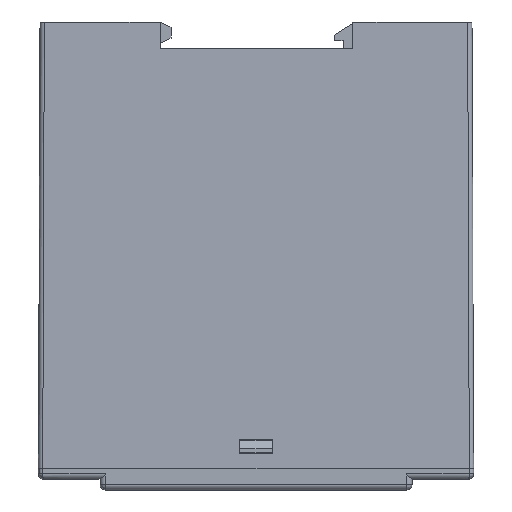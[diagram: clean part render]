
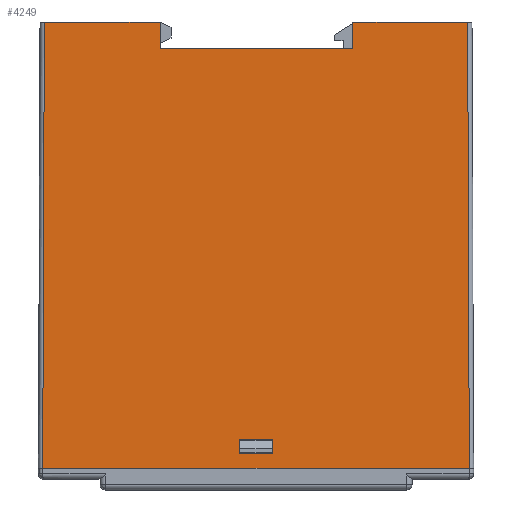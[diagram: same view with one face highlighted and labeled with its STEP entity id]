
A CAD part, front view. The second image highlights one B-rep face of the part: STEP entity #4249.
In plain terms, the highlighted planar face has unit normal (0, -1, 0.004).
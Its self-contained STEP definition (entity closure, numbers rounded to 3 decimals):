
#5 = VERTEX_POINT ( 'NONE', #7603 ) ;
#825 = LINE ( 'NONE', #1661, #5177 ) ;
#1040 = ORIENTED_EDGE ( 'NONE', *, *, #15056, .T. ) ;
#1333 = CARTESIAN_POINT ( 'NONE',  ( 39.65, -12.4, 0. ) ) ;
#1610 = CARTESIAN_POINT ( 'NONE',  ( -39.65, -12.4, 0. ) ) ;
#1661 = CARTESIAN_POINT ( 'NONE',  ( 39.65, -12.4, 0. ) ) ;
#1934 = DIRECTION ( 'NONE',  ( 0., -1., 0.004 ) ) ;
#2047 = VECTOR ( 'NONE', #11903, 1000. ) ;
#2083 = VERTEX_POINT ( 'NONE', #20394 ) ;
#2241 = LINE ( 'NONE', #20102, #8083 ) ;
#2310 = ORIENTED_EDGE ( 'NONE', *, *, #3192, .F. ) ;
#2316 = FACE_BOUND ( 'NONE', #2442, .T. ) ;
#2442 = EDGE_LOOP ( 'NONE', ( #19324, #1040, #17288, #2638 ) ) ;
#2638 = ORIENTED_EDGE ( 'NONE', *, *, #13804, .T. ) ;
#2842 = DIRECTION ( 'NONE',  ( 1., 0., 0. ) ) ;
#3192 = EDGE_CURVE ( 'NONE', #4424, #5, #12550, .T. ) ;
#3237 = DIRECTION ( 'NONE',  ( 1., 0., 0. ) ) ;
#3421 = CARTESIAN_POINT ( 'NONE',  ( -40.65, -12.4, 0. ) ) ;
#3581 = VECTOR ( 'NONE', #11054, 1000. ) ;
#3678 = EDGE_CURVE ( 'NONE', #11690, #20722, #825, .T. ) ;
#3729 = CARTESIAN_POINT ( 'NONE',  ( -40.65, -12.39, 2.8 ) ) ;
#4249 = ADVANCED_FACE ( 'NONE', ( #2316, #15199 ), #5134, .T. ) ;
#4302 = CARTESIAN_POINT ( 'NONE',  ( 18., -12.1, 83. ) ) ;
#4385 = EDGE_CURVE ( 'NONE', #17954, #5, #14940, .T. ) ;
#4399 = CARTESIAN_POINT ( 'NONE',  ( -3.1, -12.381, 5.3 ) ) ;
#4424 = VERTEX_POINT ( 'NONE', #10432 ) ;
#4901 = DIRECTION ( 'NONE',  ( -0.004, 0.004, 1. ) ) ;
#4953 = EDGE_CURVE ( 'NONE', #6737, #6102, #16640, .T. ) ;
#5040 = DIRECTION ( 'NONE',  ( 1., 0., 0. ) ) ;
#5134 = PLANE ( 'NONE',  #12255 ) ;
#5177 = VECTOR ( 'NONE', #4901, 1000. ) ;
#5224 = CARTESIAN_POINT ( 'NONE',  ( 3.1, -12.39, 2.8 ) ) ;
#5434 = EDGE_CURVE ( 'NONE', #8470, #7960, #2241, .T. ) ;
#5796 = VECTOR ( 'NONE', #5040, 1000. ) ;
#5871 = DIRECTION ( 'NONE',  ( 0., -0.004, -1. ) ) ;
#6064 = EDGE_CURVE ( 'NONE', #8221, #2083, #15814, .T. ) ;
#6102 = VERTEX_POINT ( 'NONE', #10164 ) ;
#6125 = CARTESIAN_POINT ( 'NONE',  ( -40.65, -12.381, 5.3 ) ) ;
#6575 = EDGE_CURVE ( 'NONE', #20722, #17954, #14536, .T. ) ;
#6737 = VERTEX_POINT ( 'NONE', #4399 ) ;
#6739 = LINE ( 'NONE', #16168, #14807 ) ;
#6999 = LINE ( 'NONE', #9537, #15060 ) ;
#7287 = ORIENTED_EDGE ( 'NONE', *, *, #6575, .T. ) ;
#7400 = VERTEX_POINT ( 'NONE', #15923 ) ;
#7603 = CARTESIAN_POINT ( 'NONE',  ( 18., -12.118, 78. ) ) ;
#7960 = VERTEX_POINT ( 'NONE', #1610 ) ;
#8004 = CARTESIAN_POINT ( 'NONE',  ( 3.1, -12.1, 82.999 ) ) ;
#8083 = VECTOR ( 'NONE', #10473, 1000. ) ;
#8221 = VERTEX_POINT ( 'NONE', #5224 ) ;
#8248 = VECTOR ( 'NONE', #17603, 1000. ) ;
#8470 = VERTEX_POINT ( 'NONE', #15484 ) ;
#8599 = DIRECTION ( 'NONE',  ( -1., 0., 0. ) ) ;
#8732 = DIRECTION ( 'NONE',  ( -1., 0., 0. ) ) ;
#8863 = ORIENTED_EDGE ( 'NONE', *, *, #13925, .F. ) ;
#8931 = ORIENTED_EDGE ( 'NONE', *, *, #3678, .T. ) ;
#9047 = CARTESIAN_POINT ( 'NONE',  ( -17.8, -12.1, 83. ) ) ;
#9537 = CARTESIAN_POINT ( 'NONE',  ( -3.1, -12.1, 82.999 ) ) ;
#10164 = CARTESIAN_POINT ( 'NONE',  ( 3.1, -12.381, 5.3 ) ) ;
#10297 = CARTESIAN_POINT ( 'NONE',  ( 18., -12.1, 83. ) ) ;
#10372 = CARTESIAN_POINT ( 'NONE',  ( -40.65, -12.1, 83. ) ) ;
#10432 = CARTESIAN_POINT ( 'NONE',  ( -17.8, -12.118, 78. ) ) ;
#10473 = DIRECTION ( 'NONE',  ( -0.004, -0.004, -1. ) ) ;
#10763 = CARTESIAN_POINT ( 'NONE',  ( 39.35, -12.1, 83. ) ) ;
#10842 = LINE ( 'NONE', #9047, #14599 ) ;
#10863 = EDGE_CURVE ( 'NONE', #7960, #11690, #17620, .T. ) ;
#11054 = DIRECTION ( 'NONE',  ( 0., -0.004, -1. ) ) ;
#11157 = DIRECTION ( 'NONE',  ( 0., 0.004, 1. ) ) ;
#11316 = EDGE_LOOP ( 'NONE', ( #8863, #18061, #11889, #8931, #7287, #15013, #2310, #11874 ) ) ;
#11621 = CARTESIAN_POINT ( 'NONE',  ( -40.65, -12.1, 82.999 ) ) ;
#11690 = VERTEX_POINT ( 'NONE', #1333 ) ;
#11874 = ORIENTED_EDGE ( 'NONE', *, *, #13417, .F. ) ;
#11889 = ORIENTED_EDGE ( 'NONE', *, *, #10863, .T. ) ;
#11903 = DIRECTION ( 'NONE',  ( 0., -0.004, -1. ) ) ;
#12255 = AXIS2_PLACEMENT_3D ( 'NONE', #11621, #1934, #13232 ) ;
#12411 = VECTOR ( 'NONE', #2842, 1000. ) ;
#12550 = LINE ( 'NONE', #19231, #8248 ) ;
#13232 = DIRECTION ( 'NONE',  ( 0., -0.004, -1. ) ) ;
#13417 = EDGE_CURVE ( 'NONE', #7400, #4424, #10842, .T. ) ;
#13804 = EDGE_CURVE ( 'NONE', #2083, #6737, #6999, .T. ) ;
#13925 = EDGE_CURVE ( 'NONE', #8470, #7400, #6739, .T. ) ;
#14536 = LINE ( 'NONE', #10372, #18299 ) ;
#14599 = VECTOR ( 'NONE', #5871, 1000. ) ;
#14807 = VECTOR ( 'NONE', #3237, 1000. ) ;
#14940 = LINE ( 'NONE', #10297, #2047 ) ;
#15013 = ORIENTED_EDGE ( 'NONE', *, *, #4385, .T. ) ;
#15056 = EDGE_CURVE ( 'NONE', #6102, #8221, #15925, .T. ) ;
#15060 = VECTOR ( 'NONE', #11157, 1000. ) ;
#15199 = FACE_OUTER_BOUND ( 'NONE', #11316, .T. ) ;
#15333 = VECTOR ( 'NONE', #8599, 1000. ) ;
#15484 = CARTESIAN_POINT ( 'NONE',  ( -39.35, -12.1, 83. ) ) ;
#15814 = LINE ( 'NONE', #3729, #15333 ) ;
#15923 = CARTESIAN_POINT ( 'NONE',  ( -17.8, -12.1, 83. ) ) ;
#15925 = LINE ( 'NONE', #8004, #3581 ) ;
#16168 = CARTESIAN_POINT ( 'NONE',  ( -40.65, -12.1, 83. ) ) ;
#16640 = LINE ( 'NONE', #6125, #12411 ) ;
#17288 = ORIENTED_EDGE ( 'NONE', *, *, #6064, .T. ) ;
#17603 = DIRECTION ( 'NONE',  ( 1., 0., 0. ) ) ;
#17620 = LINE ( 'NONE', #3421, #5796 ) ;
#17954 = VERTEX_POINT ( 'NONE', #4302 ) ;
#18061 = ORIENTED_EDGE ( 'NONE', *, *, #5434, .T. ) ;
#18299 = VECTOR ( 'NONE', #8732, 1000. ) ;
#19231 = CARTESIAN_POINT ( 'NONE',  ( -17.8, -12.118, 78. ) ) ;
#19324 = ORIENTED_EDGE ( 'NONE', *, *, #4953, .T. ) ;
#20102 = CARTESIAN_POINT ( 'NONE',  ( -39.35, -12.1, 83. ) ) ;
#20394 = CARTESIAN_POINT ( 'NONE',  ( -3.1, -12.39, 2.8 ) ) ;
#20722 = VERTEX_POINT ( 'NONE', #10763 ) ;
